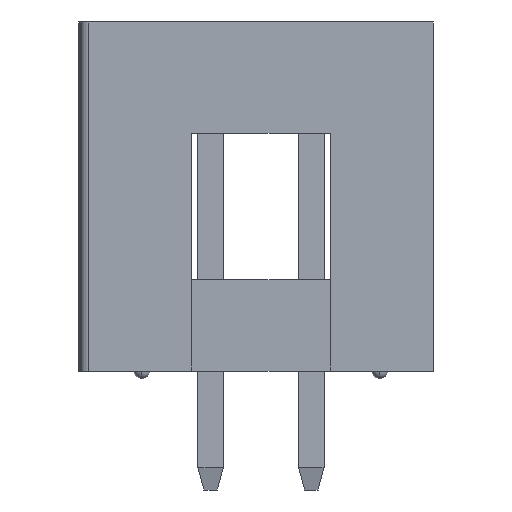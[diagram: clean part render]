
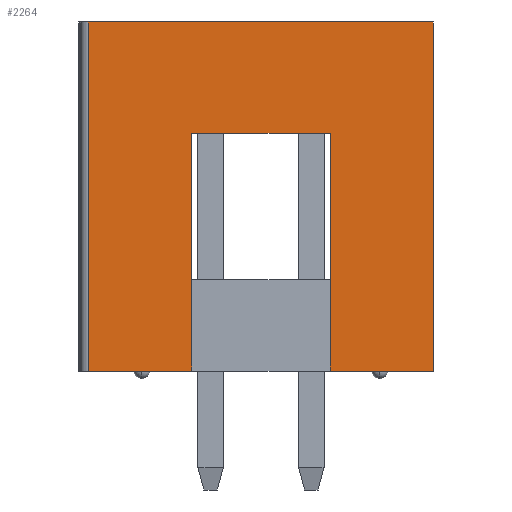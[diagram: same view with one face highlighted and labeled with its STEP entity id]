
A CAD part, left-side view. The second image highlights one B-rep face of the part: STEP entity #2264.
In plain terms, the highlighted planar face has unit normal (-1, 0, 0).
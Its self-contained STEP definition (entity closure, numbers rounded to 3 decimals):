
#96 = VECTOR ( 'NONE', #8677, 1000. ) ;
#444 = CARTESIAN_POINT ( 'NONE',  ( 7.605, 1.75, 0. ) ) ;
#655 = CARTESIAN_POINT ( 'NONE',  ( 7.605, -1.75, 6. ) ) ;
#887 = DIRECTION ( 'NONE',  ( 0., 0., -1. ) ) ;
#1102 = VECTOR ( 'NONE', #887, 1000. ) ;
#1345 = CARTESIAN_POINT ( 'NONE',  ( 7.605, -4.35, 0. ) ) ;
#1376 = VECTOR ( 'NONE', #8625, 1000. ) ;
#1397 = EDGE_LOOP ( 'NONE', ( #7553, #1758, #6688, #4363, #4010, #6819, #4588, #4449 ) ) ;
#1455 = CARTESIAN_POINT ( 'NONE',  ( 7.605, -4.35, 8.8 ) ) ;
#1562 = LINE ( 'NONE', #7158, #1102 ) ;
#1594 = EDGE_CURVE ( 'NONE', #6697, #3862, #1937, .T. ) ;
#1758 = ORIENTED_EDGE ( 'NONE', *, *, #1773, .F. ) ;
#1773 = EDGE_CURVE ( 'NONE', #8831, #2615, #6612, .T. ) ;
#1796 = CARTESIAN_POINT ( 'NONE',  ( 7.605, 1.75, 6. ) ) ;
#1909 = AXIS2_PLACEMENT_3D ( 'NONE', #5400, #3329, #8190 ) ;
#1937 = LINE ( 'NONE', #655, #5409 ) ;
#1948 = CARTESIAN_POINT ( 'NONE',  ( 7.605, -1.75, 0. ) ) ;
#2264 = ADVANCED_FACE ( 'NONE', ( #4119 ), #9000, .F. ) ;
#2615 = VERTEX_POINT ( 'NONE', #444 ) ;
#2733 = EDGE_CURVE ( 'NONE', #3862, #3076, #4066, .T. ) ;
#3076 = VERTEX_POINT ( 'NONE', #1345 ) ;
#3108 = VERTEX_POINT ( 'NONE', #7709 ) ;
#3137 = LINE ( 'NONE', #5906, #96 ) ;
#3228 = EDGE_CURVE ( 'NONE', #3108, #3415, #8585, .T. ) ;
#3329 = DIRECTION ( 'NONE',  ( 1., 0., 0. ) ) ;
#3415 = VERTEX_POINT ( 'NONE', #7009 ) ;
#3441 = DIRECTION ( 'NONE',  ( 0., 0., -1. ) ) ;
#3751 = CARTESIAN_POINT ( 'NONE',  ( 7.605, -4.35, 8.8 ) ) ;
#3862 = VERTEX_POINT ( 'NONE', #1948 ) ;
#4010 = ORIENTED_EDGE ( 'NONE', *, *, #2733, .T. ) ;
#4066 = LINE ( 'NONE', #4660, #7581 ) ;
#4119 = FACE_OUTER_BOUND ( 'NONE', #1397, .T. ) ;
#4198 = LINE ( 'NONE', #7575, #8653 ) ;
#4363 = ORIENTED_EDGE ( 'NONE', *, *, #1594, .T. ) ;
#4449 = ORIENTED_EDGE ( 'NONE', *, *, #3228, .T. ) ;
#4476 = DIRECTION ( 'NONE',  ( 0., 0., -1. ) ) ;
#4535 = VERTEX_POINT ( 'NONE', #1455 ) ;
#4588 = ORIENTED_EDGE ( 'NONE', *, *, #8329, .F. ) ;
#4660 = CARTESIAN_POINT ( 'NONE',  ( 7.605, -4.35, 0. ) ) ;
#4836 = DIRECTION ( 'NONE',  ( 0., -1., 0. ) ) ;
#4933 = EDGE_CURVE ( 'NONE', #3415, #2615, #3137, .T. ) ;
#5066 = DIRECTION ( 'NONE',  ( 0., 0., -1. ) ) ;
#5339 = LINE ( 'NONE', #3751, #1376 ) ;
#5400 = CARTESIAN_POINT ( 'NONE',  ( 7.605, -4.35, 8.8 ) ) ;
#5409 = VECTOR ( 'NONE', #3441, 1000. ) ;
#5760 = CARTESIAN_POINT ( 'NONE',  ( 7.605, 4.35, 8.8 ) ) ;
#5858 = VECTOR ( 'NONE', #4476, 1000. ) ;
#5906 = CARTESIAN_POINT ( 'NONE',  ( 7.605, -4.35, 0. ) ) ;
#6612 = LINE ( 'NONE', #1796, #5858 ) ;
#6688 = ORIENTED_EDGE ( 'NONE', *, *, #8174, .F. ) ;
#6697 = VERTEX_POINT ( 'NONE', #7600 ) ;
#6819 = ORIENTED_EDGE ( 'NONE', *, *, #8791, .F. ) ;
#7009 = CARTESIAN_POINT ( 'NONE',  ( 7.605, 4.35, 0. ) ) ;
#7158 = CARTESIAN_POINT ( 'NONE',  ( 7.605, -4.35, 8.8 ) ) ;
#7553 = ORIENTED_EDGE ( 'NONE', *, *, #4933, .T. ) ;
#7575 = CARTESIAN_POINT ( 'NONE',  ( 7.605, 1.75, 6. ) ) ;
#7581 = VECTOR ( 'NONE', #4836, 1000. ) ;
#7600 = CARTESIAN_POINT ( 'NONE',  ( 7.605, -1.75, 6. ) ) ;
#7709 = CARTESIAN_POINT ( 'NONE',  ( 7.605, 4.35, 8.8 ) ) ;
#8067 = VECTOR ( 'NONE', #5066, 1000. ) ;
#8080 = CARTESIAN_POINT ( 'NONE',  ( 7.605, 1.75, 6. ) ) ;
#8174 = EDGE_CURVE ( 'NONE', #6697, #8831, #4198, .T. ) ;
#8190 = DIRECTION ( 'NONE',  ( 0., 0., -1. ) ) ;
#8309 = DIRECTION ( 'NONE',  ( 0., 1., 0. ) ) ;
#8329 = EDGE_CURVE ( 'NONE', #3108, #4535, #5339, .T. ) ;
#8585 = LINE ( 'NONE', #5760, #8067 ) ;
#8625 = DIRECTION ( 'NONE',  ( 0., -1., 0. ) ) ;
#8653 = VECTOR ( 'NONE', #8309, 1000. ) ;
#8677 = DIRECTION ( 'NONE',  ( 0., -1., 0. ) ) ;
#8791 = EDGE_CURVE ( 'NONE', #4535, #3076, #1562, .T. ) ;
#8831 = VERTEX_POINT ( 'NONE', #8080 ) ;
#9000 = PLANE ( 'NONE',  #1909 ) ;
